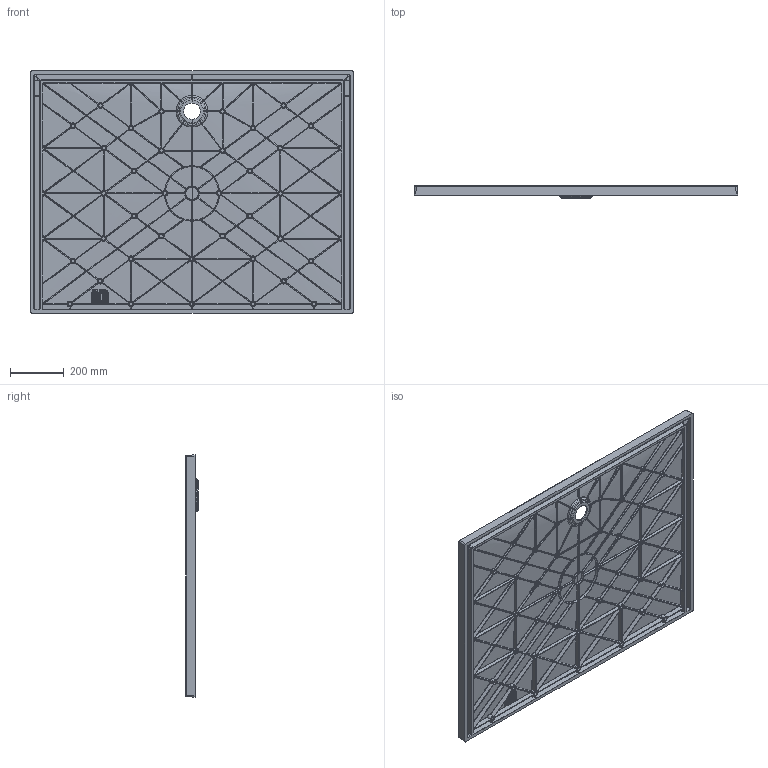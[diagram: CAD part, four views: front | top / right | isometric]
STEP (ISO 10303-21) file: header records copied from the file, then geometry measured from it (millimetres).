
FILE_DESCRIPTION (( 'STEP AP203' ), '1' );
FILE_NAME ('7186-900x1200 Base Release V3.STEP', '2020-02-06T07:11:52', ( '' ), ( '' ), 'SwSTEP 2.0', 'SolidWorks 2019', '' );
FILE_SCHEMA (( 'CONFIG_CONTROL_DESIGN' ));
Products named in the file (1): 7186-900x1200 Base Release V3
Bounding box: 1200 x 46.98 x 900 mm (x, y, z)
Volume: 8334767.1 mm3; surface area: 3012171.7 mm2
Topology: 1 solids, 1 shells, 6185 faces, 13898 edges, 8017 vertices
Faces by surface type: bspline 2732, plane 1241, sphere 791, cylinder 633, torus 401, cone 387
Entity records: 269970 total; most frequent: CARTESIAN_POINT 153785, ORIENTED_EDGE 27728, DIRECTION 19107, EDGE_CURVE 13864, AXIS2_PLACEMENT_3D 8364, VERTEX_POINT 8014, EDGE_LOOP 6520, FACE_OUTER_BOUND 6185
